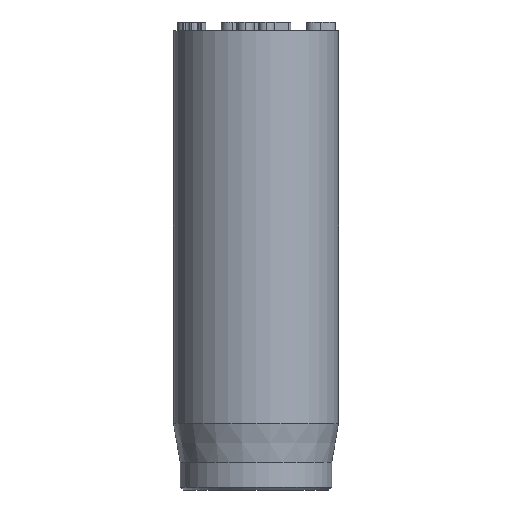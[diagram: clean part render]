
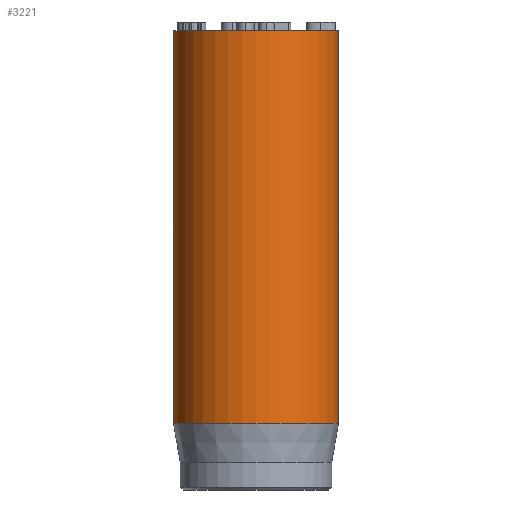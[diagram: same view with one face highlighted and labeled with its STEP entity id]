
A CAD part, front view. The second image highlights one B-rep face of the part: STEP entity #3221.
In plain terms, the highlighted cylindrical face has radius 3 mm (diameter 6 mm), a full revolution.
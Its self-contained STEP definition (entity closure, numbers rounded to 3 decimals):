
#36=CYLINDRICAL_SURFACE('',#3400,3.);
#48=CIRCLE('',#3368,3.);
#64=CIRCLE('',#3398,3.);
#65=CIRCLE('',#3399,3.);
#273=FACE_OUTER_BOUND('',#472,.T.);
#472=EDGE_LOOP('',(#2684,#2685,#2686,#2687,#2688));
#674=LINE('',#5807,#894);
#894=VECTOR('',#3699,3.);
#1418=VERTEX_POINT('',#5747);
#1434=VERTEX_POINT('',#5801);
#1435=VERTEX_POINT('',#5802);
#1843=EDGE_CURVE('',#1418,#1418,#48,.T.);
#1867=EDGE_CURVE('',#1434,#1435,#64,.T.);
#1868=EDGE_CURVE('',#1435,#1434,#65,.T.);
#1870=EDGE_CURVE('',#1418,#1434,#674,.T.);
#2684=ORIENTED_EDGE('',*,*,#1843,.T.);
#2685=ORIENTED_EDGE('',*,*,#1870,.T.);
#2686=ORIENTED_EDGE('',*,*,#1867,.T.);
#2687=ORIENTED_EDGE('',*,*,#1868,.T.);
#2688=ORIENTED_EDGE('',*,*,#1870,.F.);
#3221=ADVANCED_FACE('',(#273),#36,.T.);
#3368=AXIS2_PLACEMENT_3D('',#5748,#3624,#3625);
#3398=AXIS2_PLACEMENT_3D('',#5803,#3692,#3693);
#3399=AXIS2_PLACEMENT_3D('',#5804,#3694,#3695);
#3400=AXIS2_PLACEMENT_3D('',#5806,#3697,#3698);
#3624=DIRECTION('center_axis',(0.,0.,-1.));
#3625=DIRECTION('ref_axis',(-1.,0.,0.));
#3692=DIRECTION('center_axis',(0.,0.,1.));
#3693=DIRECTION('ref_axis',(-1.,0.,0.));
#3694=DIRECTION('center_axis',(0.,0.,1.));
#3695=DIRECTION('ref_axis',(-1.,0.,0.));
#3697=DIRECTION('center_axis',(0.,0.,1.));
#3698=DIRECTION('ref_axis',(-1.,0.,0.));
#3699=DIRECTION('',(0.,0.,-1.));
#5747=CARTESIAN_POINT('',(3.,0.,16.7));
#5748=CARTESIAN_POINT('Origin',(0.,0.,16.7));
#5801=CARTESIAN_POINT('',(3.,0.,2.418));
#5802=CARTESIAN_POINT('',(-3.,0.,2.418));
#5803=CARTESIAN_POINT('Origin',(0.,0.,2.418));
#5804=CARTESIAN_POINT('Origin',(0.,0.,2.418));
#5806=CARTESIAN_POINT('Origin',(0.,0.,0.));
#5807=CARTESIAN_POINT('',(3.,0.,0.));
